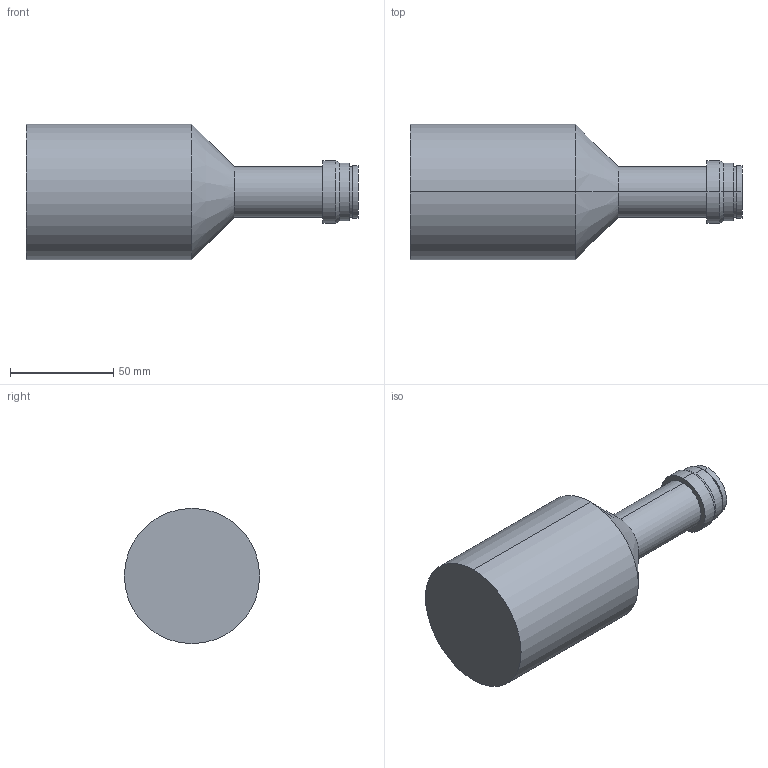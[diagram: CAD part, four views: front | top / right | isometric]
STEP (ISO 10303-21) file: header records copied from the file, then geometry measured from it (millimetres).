
FILE_DESCRIPTION (( 'STEP AP214' ), '1' );
FILE_NAME ('0.3XSTEP.STEP', '2024-08-07T02:52:06', ( '' ), ( '' ), 'SwSTEP 2.0', 'SolidWorks 2018', '' );
FILE_SCHEMA (( 'AUTOMOTIVE_DESIGN' ));
Length unit declared in the file: millimetre
Products named in the file (1): 0.3XSTEP
Bounding box: 160.5 x 65.4 x 65.4 mm (x, y, z)
Volume: 334936.3 mm3; surface area: 29698.5 mm2
Topology: 1 solids, 1 shells, 21 faces, 40 edges, 24 vertices
Faces by surface type: cylinder 12, plane 5, cone 4
Entity records: 568 total; most frequent: DIRECTION 108, CARTESIAN_POINT 86, ORIENTED_EDGE 80, AXIS2_PLACEMENT_3D 46, EDGE_CURVE 40, EDGE_LOOP 24, VERTEX_POINT 24, CIRCLE 24
